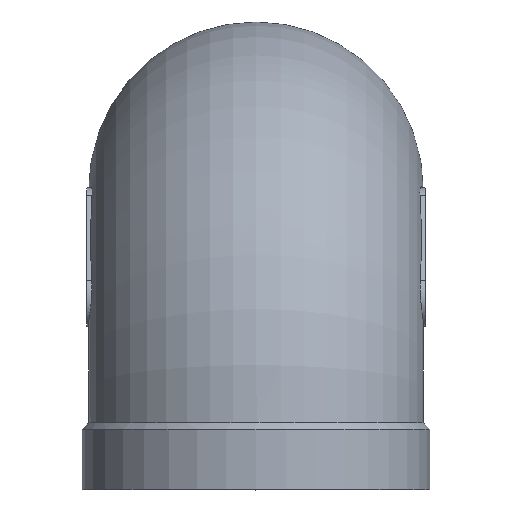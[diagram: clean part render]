
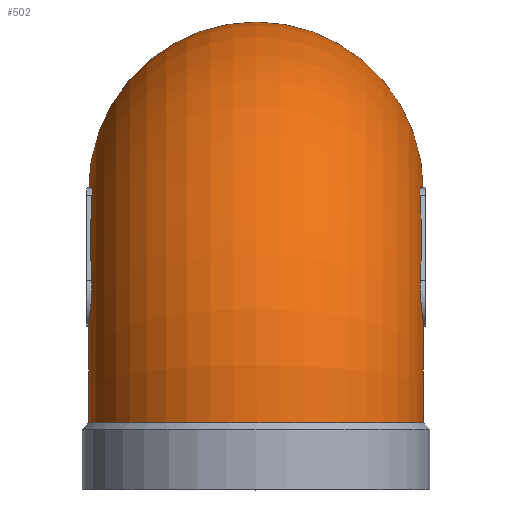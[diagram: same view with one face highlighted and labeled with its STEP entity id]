
A CAD part, top view. The second image highlights one B-rep face of the part: STEP entity #502.
In plain terms, the highlighted toroidal (fillet/blend) face has major radius 35 mm and minor radius 25 mm.
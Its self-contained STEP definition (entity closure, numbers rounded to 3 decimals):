
#134=CARTESIAN_POINT('Vertex',(25.,0.,10.)) ;
#164=CARTESIAN_POINT('Vertex',(-25.,0.,10.)) ;
#189=CARTESIAN_POINT('Axis2P3D Location',(0.,0.,10.)) ;
#206=CARTESIAN_POINT('Axis2P3D Location',(0.,-35.,10.)) ;
#211=CARTESIAN_POINT('Axis2P3D Location',(25.,-35.,10.)) ;
#215=CARTESIAN_POINT('Vertex',(25.,-2.959,24.084)) ;
#245=CARTESIAN_POINT('Vertex',(25.,-20.416,41.817)) ;
#248=CARTESIAN_POINT('Axis2P3D Location',(25.,-35.,10.)) ;
#252=CARTESIAN_POINT('Vertex',(25.,-35.,45.)) ;
#333=CARTESIAN_POINT('Vertex',(-25.,-20.416,41.817)) ;
#352=CARTESIAN_POINT('Vertex',(-25.,-2.959,24.084)) ;
#355=CARTESIAN_POINT('Axis2P3D Location',(-25.,-35.,10.)) ;
#374=CARTESIAN_POINT('Vertex',(-25.,-35.,45.)) ;
#377=CARTESIAN_POINT('Axis2P3D Location',(-25.,-35.,10.)) ;
#394=CARTESIAN_POINT('Control Point',(-25.,-35.,45.)) ;
#395=CARTESIAN_POINT('Control Point',(-25.,-35.,49.911)) ;
#396=CARTESIAN_POINT('Control Point',(-23.794,-35.,54.822)) ;
#397=CARTESIAN_POINT('Control Point',(-21.379,-35.,59.338)) ;
#398=CARTESIAN_POINT('Control Point',(-16.256,-35.,64.932)) ;
#399=CARTESIAN_POINT('Control Point',(-9.626,-35.,68.27)) ;
#400=CARTESIAN_POINT('Control Point',(-7.29,-35.,69.104)) ;
#401=CARTESIAN_POINT('Control Point',(-0.045,-35.,70.721)) ;
#402=CARTESIAN_POINT('Control Point',(7.463,-35.,69.636)) ;
#403=CARTESIAN_POINT('Control Point',(12.193,-35.,67.671)) ;
#404=CARTESIAN_POINT('Control Point',(19.06,-35.,62.514)) ;
#405=CARTESIAN_POINT('Control Point',(23.236,-35.,55.153)) ;
#406=CARTESIAN_POINT('Control Point',(24.412,-35.,51.858)) ;
#407=CARTESIAN_POINT('Control Point',(25.,-35.,48.429)) ;
#408=CARTESIAN_POINT('Control Point',(25.,-35.,45.)) ;
#411=CARTESIAN_POINT('Control Point',(24.552,-13.743,43.542)) ;
#412=CARTESIAN_POINT('Control Point',(24.524,-14.226,44.025)) ;
#413=CARTESIAN_POINT('Control Point',(24.518,-14.818,44.41)) ;
#414=CARTESIAN_POINT('Control Point',(24.543,-15.487,44.656)) ;
#415=CARTESIAN_POINT('Control Point',(24.622,-16.611,44.809)) ;
#416=CARTESIAN_POINT('Control Point',(24.73,-17.683,44.59)) ;
#417=CARTESIAN_POINT('Control Point',(24.774,-18.083,44.452)) ;
#418=CARTESIAN_POINT('Control Point',(24.874,-18.966,44.01)) ;
#419=CARTESIAN_POINT('Control Point',(24.952,-19.676,43.327)) ;
#420=CARTESIAN_POINT('Control Point',(24.985,-20.013,42.866)) ;
#421=CARTESIAN_POINT('Control Point',(25.,-20.261,42.355)) ;
#422=CARTESIAN_POINT('Control Point',(25.,-20.416,41.817)) ;
#423=CARTESIAN_POINT('Vertex',(24.552,-13.743,43.542)) ;
#427=CARTESIAN_POINT('Control Point',(24.525,-1.015,30.814)) ;
#428=CARTESIAN_POINT('Control Point',(24.734,-4.213,34.012)) ;
#429=CARTESIAN_POINT('Control Point',(24.749,-7.381,37.18)) ;
#430=CARTESIAN_POINT('Control Point',(24.742,-10.547,40.346)) ;
#431=CARTESIAN_POINT('Control Point',(24.552,-13.743,43.542)) ;
#432=CARTESIAN_POINT('Vertex',(24.525,-1.015,30.814)) ;
#436=CARTESIAN_POINT('Control Point',(24.525,-1.015,30.814)) ;
#437=CARTESIAN_POINT('Control Point',(24.493,-0.532,30.331)) ;
#438=CARTESIAN_POINT('Control Point',(24.485,-0.147,29.74)) ;
#439=CARTESIAN_POINT('Control Point',(24.509,0.099,29.071)) ;
#440=CARTESIAN_POINT('Control Point',(24.587,0.252,27.948)) ;
#441=CARTESIAN_POINT('Control Point',(24.698,0.035,26.877)) ;
#442=CARTESIAN_POINT('Control Point',(24.744,-0.103,26.478)) ;
#443=CARTESIAN_POINT('Control Point',(24.854,-0.564,25.552)) ;
#444=CARTESIAN_POINT('Control Point',(24.944,-1.29,24.816)) ;
#445=CARTESIAN_POINT('Control Point',(24.982,-1.801,24.465)) ;
#446=CARTESIAN_POINT('Control Point',(25.,-2.367,24.218)) ;
#447=CARTESIAN_POINT('Control Point',(25.,-2.959,24.084)) ;
#450=CARTESIAN_POINT('Control Point',(-24.525,-1.015,30.814)) ;
#451=CARTESIAN_POINT('Control Point',(-24.5,-0.64,30.439)) ;
#452=CARTESIAN_POINT('Control Point',(-24.49,-0.324,29.998)) ;
#453=CARTESIAN_POINT('Control Point',(-24.497,-0.086,29.507)) ;
#454=CARTESIAN_POINT('Control Point',(-24.551,0.248,28.353)) ;
#455=CARTESIAN_POINT('Control Point',(-24.662,0.153,27.18)) ;
#456=CARTESIAN_POINT('Control Point',(-24.732,-0.027,26.566)) ;
#457=CARTESIAN_POINT('Control Point',(-24.861,-0.57,25.508)) ;
#458=CARTESIAN_POINT('Control Point',(-24.954,-1.435,24.72)) ;
#459=CARTESIAN_POINT('Control Point',(-24.985,-1.908,24.419)) ;
#460=CARTESIAN_POINT('Control Point',(-25.,-2.423,24.206)) ;
#461=CARTESIAN_POINT('Control Point',(-25.,-2.959,24.084)) ;
#462=CARTESIAN_POINT('Vertex',(-24.525,-1.015,30.814)) ;
#466=CARTESIAN_POINT('Control Point',(-24.525,-1.015,30.814)) ;
#467=CARTESIAN_POINT('Control Point',(-24.734,-4.219,34.018)) ;
#468=CARTESIAN_POINT('Control Point',(-24.749,-7.382,37.181)) ;
#469=CARTESIAN_POINT('Control Point',(-24.742,-10.542,40.341)) ;
#470=CARTESIAN_POINT('Control Point',(-24.552,-13.743,43.542)) ;
#471=CARTESIAN_POINT('Vertex',(-24.552,-13.743,43.542)) ;
#475=CARTESIAN_POINT('Control Point',(-24.552,-13.743,43.542)) ;
#476=CARTESIAN_POINT('Control Point',(-24.531,-14.107,43.906)) ;
#477=CARTESIAN_POINT('Control Point',(-24.522,-14.534,44.215)) ;
#478=CARTESIAN_POINT('Control Point',(-24.53,-15.008,44.45)) ;
#479=CARTESIAN_POINT('Control Point',(-24.581,-16.135,44.794)) ;
#480=CARTESIAN_POINT('Control Point',(-24.686,-17.288,44.725)) ;
#481=CARTESIAN_POINT('Control Point',(-24.752,-17.9,44.561)) ;
#482=CARTESIAN_POINT('Control Point',(-24.872,-18.943,44.057)) ;
#483=CARTESIAN_POINT('Control Point',(-24.958,-19.738,43.241)) ;
#484=CARTESIAN_POINT('Control Point',(-24.987,-20.043,42.803)) ;
#485=CARTESIAN_POINT('Control Point',(-25.,-20.271,42.321)) ;
#486=CARTESIAN_POINT('Control Point',(-25.,-20.416,41.817)) ;
#190=DIRECTION('Axis2P3D Direction',(0.,0.,-1.)) ;
#207=DIRECTION('Axis2P3D Direction',(1.,0.,0.)) ;
#208=DIRECTION('Axis2P3D XDirection',(0.,1.,0.)) ;
#212=DIRECTION('Axis2P3D Direction',(1.,0.,0.)) ;
#249=DIRECTION('Axis2P3D Direction',(1.,0.,0.)) ;
#356=DIRECTION('Axis2P3D Direction',(1.,0.,0.)) ;
#378=DIRECTION('Axis2P3D Direction',(1.,0.,0.)) ;
#191=AXIS2_PLACEMENT_3D('Circle Axis2P3D',#189,#190,$) ;
#209=AXIS2_PLACEMENT_3D('Torus Axis2P3D',#206,#207,#208) ;
#213=AXIS2_PLACEMENT_3D('Circle Axis2P3D',#211,#212,$) ;
#250=AXIS2_PLACEMENT_3D('Circle Axis2P3D',#248,#249,$) ;
#357=AXIS2_PLACEMENT_3D('Circle Axis2P3D',#355,#356,$) ;
#379=AXIS2_PLACEMENT_3D('Circle Axis2P3D',#377,#378,$) ;
#489=ORIENTED_EDGE('',*,*,#409,.F.) ;
#490=ORIENTED_EDGE('',*,*,#254,.F.) ;
#491=ORIENTED_EDGE('',*,*,#425,.F.) ;
#492=ORIENTED_EDGE('',*,*,#434,.F.) ;
#493=ORIENTED_EDGE('',*,*,#448,.T.) ;
#494=ORIENTED_EDGE('',*,*,#217,.F.) ;
#495=ORIENTED_EDGE('',*,*,#193,.F.) ;
#496=ORIENTED_EDGE('',*,*,#359,.T.) ;
#497=ORIENTED_EDGE('',*,*,#464,.F.) ;
#498=ORIENTED_EDGE('',*,*,#473,.T.) ;
#499=ORIENTED_EDGE('',*,*,#487,.T.) ;
#500=ORIENTED_EDGE('',*,*,#381,.T.) ;
#502=ADVANCED_FACE('Corps principal',(#501),#210,.T.) ;
#393=B_SPLINE_CURVE_WITH_KNOTS('',5,(#394,#395,#396,#397,#398,#399,#400,#401,#402,#403,#404,#405,#406,#407,#408),.UNSPECIFIED.,.F.,.U.,(6,3,3,3,6),(0.,34.727,52.092,86.824,111.071),.UNSPECIFIED.) ;
#410=B_SPLINE_CURVE_WITH_KNOTS('',5,(#411,#412,#413,#414,#415,#416,#417,#418,#419,#420,#421,#422),.UNSPECIFIED.,.F.,.U.,(6,3,3,6),(0.,4.578,7.485,11.445),.UNSPECIFIED.) ;
#426=B_SPLINE_CURVE_WITH_KNOTS('',4,(#427,#428,#429,#430,#431),.UNSPECIFIED.,.F.,.U.,(5,5),(0.,24.192),.UNSPECIFIED.) ;
#435=B_SPLINE_CURVE_WITH_KNOTS('',5,(#436,#437,#438,#439,#440,#441,#442,#443,#444,#445,#446,#447),.UNSPECIFIED.,.F.,.U.,(6,3,3,6),(0.,4.566,7.463,11.753),.UNSPECIFIED.) ;
#449=B_SPLINE_CURVE_WITH_KNOTS('',5,(#450,#451,#452,#453,#454,#455,#456,#457,#458,#459,#460,#461),.UNSPECIFIED.,.F.,.U.,(6,3,3,6),(0.,4.252,9.488,14.247),.UNSPECIFIED.) ;
#465=B_SPLINE_CURVE_WITH_KNOTS('',4,(#466,#467,#468,#469,#470),.UNSPECIFIED.,.F.,.U.,(5,5),(0.,29.084),.UNSPECIFIED.) ;
#474=B_SPLINE_CURVE_WITH_KNOTS('',5,(#475,#476,#477,#478,#479,#480,#481,#482,#483,#484,#485,#486),.UNSPECIFIED.,.F.,.U.,(6,3,3,6),(0.,4.141,9.329,13.877),.UNSPECIFIED.) ;
#192=CIRCLE('generated circle',#191,25.) ;
#214=CIRCLE('generated circle',#213,35.) ;
#251=CIRCLE('generated circle',#250,35.) ;
#358=CIRCLE('generated circle',#357,35.) ;
#380=CIRCLE('generated circle',#379,35.) ;
#210=TOROIDAL_SURFACE('homeo Torus',#209,35.,25.) ;
#193=EDGE_CURVE('',#165,#135,#192,.T.) ;
#217=EDGE_CURVE('',#135,#216,#214,.T.) ;
#254=EDGE_CURVE('',#246,#253,#251,.T.) ;
#359=EDGE_CURVE('',#165,#353,#358,.T.) ;
#381=EDGE_CURVE('',#334,#375,#380,.T.) ;
#409=EDGE_CURVE('',#253,#375,#393,.F.) ;
#425=EDGE_CURVE('',#424,#246,#410,.T.) ;
#434=EDGE_CURVE('',#433,#424,#426,.T.) ;
#448=EDGE_CURVE('',#433,#216,#435,.T.) ;
#464=EDGE_CURVE('',#463,#353,#449,.T.) ;
#473=EDGE_CURVE('',#463,#472,#465,.T.) ;
#487=EDGE_CURVE('',#472,#334,#474,.T.) ;
#488=EDGE_LOOP('',(#489,#490,#491,#492,#493,#494,#495,#496,#497,#498,#499,#500)) ;
#501=FACE_OUTER_BOUND('',#488,.T.) ;
#135=VERTEX_POINT('',#134) ;
#165=VERTEX_POINT('',#164) ;
#216=VERTEX_POINT('',#215) ;
#246=VERTEX_POINT('',#245) ;
#253=VERTEX_POINT('',#252) ;
#334=VERTEX_POINT('',#333) ;
#353=VERTEX_POINT('',#352) ;
#375=VERTEX_POINT('',#374) ;
#424=VERTEX_POINT('',#423) ;
#433=VERTEX_POINT('',#432) ;
#463=VERTEX_POINT('',#462) ;
#472=VERTEX_POINT('',#471) ;
